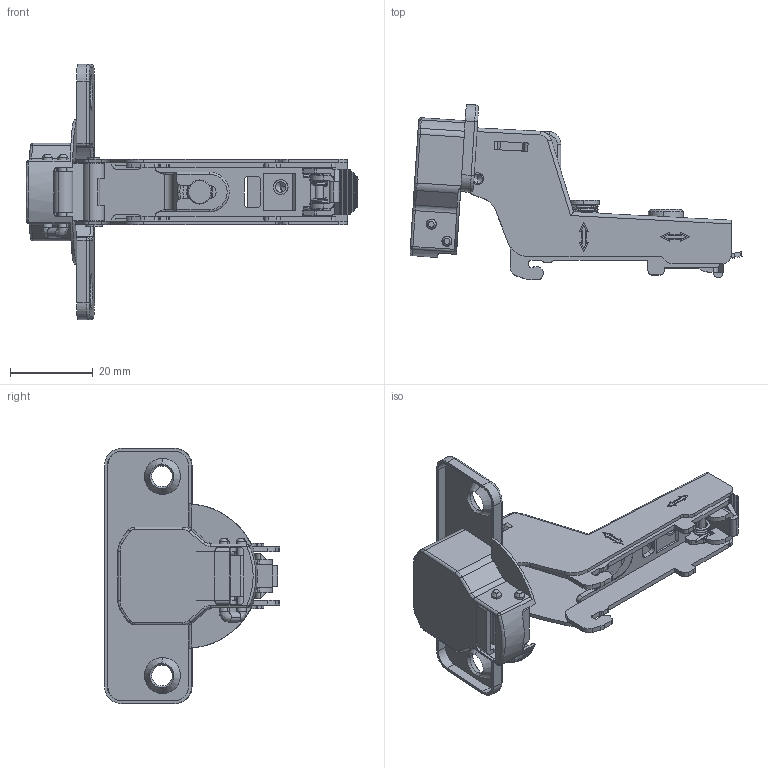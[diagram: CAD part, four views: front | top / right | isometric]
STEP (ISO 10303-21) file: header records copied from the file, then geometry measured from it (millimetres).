
FILE_DESCRIPTION (( 'STEP AP214' ), '1' );
FILE_NAME ('F000068,F000069-CLOSED_3D.step', '2022-06-06T12:55:36', ( '' ), ( '' ), 'SwSTEP 2.0', 'SolidWorks 2020', '' );
FILE_SCHEMA (( 'AUTOMOTIVE_DESIGN' ));
Length unit declared in the file: millimetre
Products named in the file (14): 邧渀-3; md29-186-3; 覃誹蹟佪-3; F000068,F000069-CLOSED_3D; C03瞳豝-2; C31A48-3; md29-178-3; a19-01; a19-htt-3; A19聾銅-3; a19-mb-4; c30-b2-4; 尕隊2.13.8-3; pxt4-3
Assembly tree (13 placements, depth 2):
  F000068,F000069-CLOSED_3D
    a19-01
    a19-htt-3
    a19-mb-4
    A19聾銅-3
    pxt4-3
    尕隊2.13.8-3
    覃誹蹟佪-3
    c30-b2-4
    md29-178-3
    md29-186-3
    C31A48-3
    邧渀-3
    C03瞳豝-2
Bounding box: 80.02 x 42.19 x 61.5 mm (x, y, z)
Volume: 8779.3 mm3; surface area: 20415.5 mm2
Topology: 13 solids, 13 shells, 991 faces, 2653 edges, 1695 vertices
Faces by surface type: plane 505, cylinder 367, bspline 83, cone 35, torus 1
Entity records: 36935 total; most frequent: CARTESIAN_POINT 11947, ORIENTED_EDGE 5280, DIRECTION 4947, EDGE_CURVE 2640, VERTEX_POINT 1695, VECTOR 1651, LINE 1651, AXIS2_PLACEMENT_3D 1648
